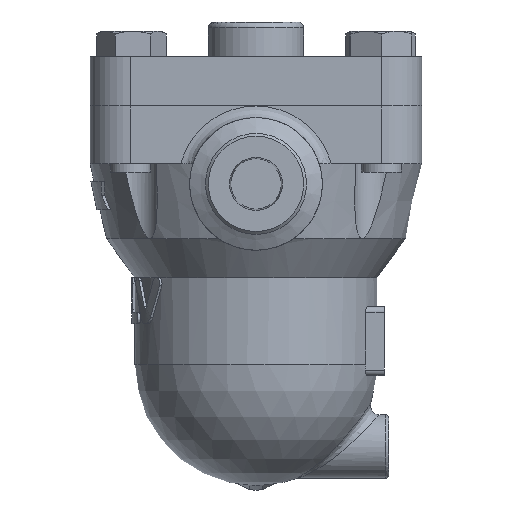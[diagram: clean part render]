
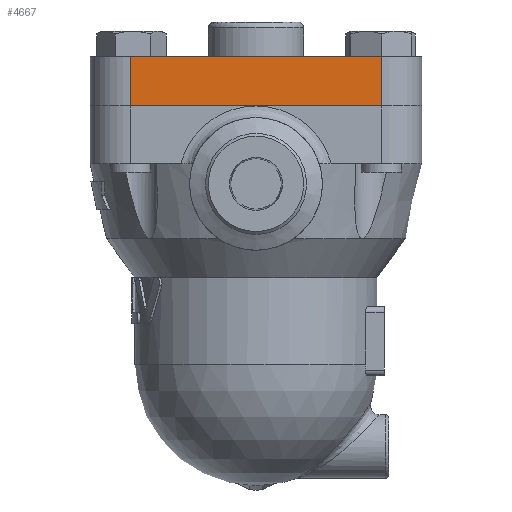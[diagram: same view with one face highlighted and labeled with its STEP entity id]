
A CAD part, left-side view. The second image highlights one B-rep face of the part: STEP entity #4667.
In plain terms, the highlighted planar face has unit normal (-1, 0, 0).
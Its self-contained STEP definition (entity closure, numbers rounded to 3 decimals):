
#4512=CARTESIAN_POINT('',(-57.5,-43.5,0.1));
#4513=VERTEX_POINT('',#4512);
#4521=CARTESIAN_POINT('',(-57.5,43.5,0.1));
#4522=VERTEX_POINT('',#4521);
#4523=CARTESIAN_POINT('',(-57.5,43.5,0.1));
#4524=DIRECTION('',(0.0,-1.0,0.0));
#4525=VECTOR('',#4524,87.0);
#4526=LINE('',#4523,#4525);
#4527=EDGE_CURVE('',#4522,#4513,#4526,.T.);
#4619=CARTESIAN_POINT('',(-57.5,-43.5,17.1));
#4620=VERTEX_POINT('',#4619);
#4628=CARTESIAN_POINT('',(-57.5,-43.5,0.1));
#4629=DIRECTION('',(0.0,0.0,1.0));
#4630=VECTOR('',#4629,17.0);
#4631=LINE('',#4628,#4630);
#4632=EDGE_CURVE('',#4513,#4620,#4631,.T.);
#4644=CARTESIAN_POINT('',(-57.5,0.0,0.1));
#4645=DIRECTION('',(-1.0,0.0,0.0));
#4646=DIRECTION('',(0.0,0.0,1.0));
#4647=AXIS2_PLACEMENT_3D('',#4644,#4645,#4646);
#4648=PLANE('',#4647);
#4649=CARTESIAN_POINT('',(-57.5,43.5,17.1));
#4650=VERTEX_POINT('',#4649);
#4651=CARTESIAN_POINT('',(-57.5,-43.5,17.1));
#4652=DIRECTION('',(0.0,1.0,0.0));
#4653=VECTOR('',#4652,87.0);
#4654=LINE('',#4651,#4653);
#4655=EDGE_CURVE('',#4620,#4650,#4654,.T.);
#4656=ORIENTED_EDGE('',*,*,#4655,.T.);
#4657=CARTESIAN_POINT('',(-57.5,43.5,0.1));
#4658=DIRECTION('',(0.0,0.0,1.0));
#4659=VECTOR('',#4658,17.0);
#4660=LINE('',#4657,#4659);
#4661=EDGE_CURVE('',#4522,#4650,#4660,.T.);
#4662=ORIENTED_EDGE('',*,*,#4661,.F.);
#4663=ORIENTED_EDGE('',*,*,#4527,.T.);
#4664=ORIENTED_EDGE('',*,*,#4632,.T.);
#4665=EDGE_LOOP('',(#4656,#4662,#4663,#4664));
#4666=FACE_OUTER_BOUND('',#4665,.T.);
#4667=ADVANCED_FACE('',(#4666),#4648,.T.);
